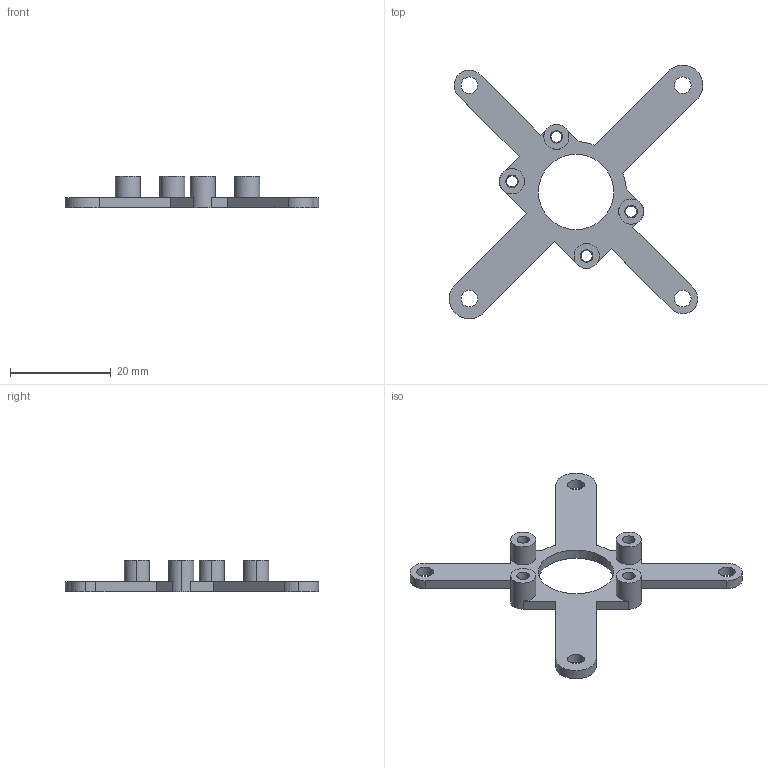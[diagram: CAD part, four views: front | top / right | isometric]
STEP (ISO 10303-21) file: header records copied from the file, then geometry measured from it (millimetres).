
FILE_DESCRIPTION (( 'STEP AP214' ), '1' );
FILE_NAME ('Camera Holder V2.STEP', '2024-05-09T04:05:51', ( '' ), ( '' ), 'SwSTEP 2.0', 'SolidWorks 2023', '' );
FILE_SCHEMA (( 'AUTOMOTIVE_DESIGN' ));
Length unit declared in the file: millimetre
Products named in the file (1): Camera Holder V2
Bounding box: 50.41 x 50.4 x 6.35 mm (x, y, z)
Volume: 1969.6 mm3; surface area: 2830.2 mm2
Topology: 1 solids, 1 shells, 64 faces, 178 edges, 116 vertices
Faces by surface type: cylinder 34, plane 22, cone 8
Entity records: 2141 total; most frequent: DIRECTION 392, CARTESIAN_POINT 359, ORIENTED_EDGE 356, EDGE_CURVE 178, AXIS2_PLACEMENT_3D 149, VERTEX_POINT 116, VECTOR 94, LINE 94
